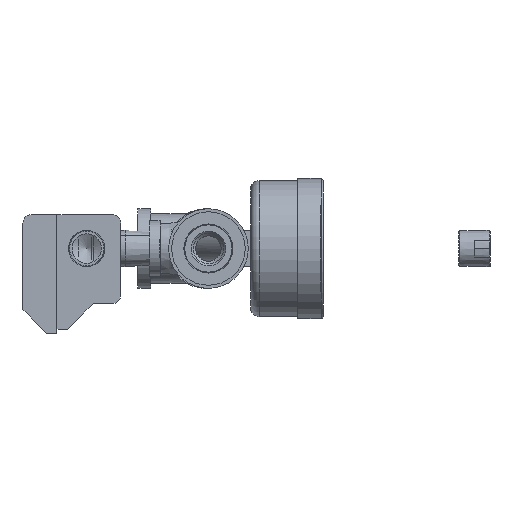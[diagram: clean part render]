
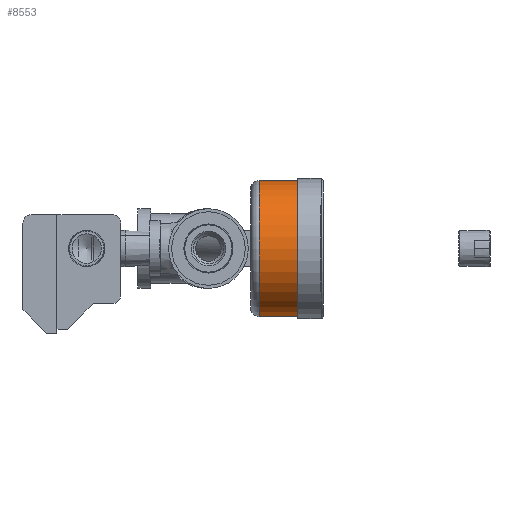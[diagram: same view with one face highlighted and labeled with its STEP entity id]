
A CAD part, front view. The second image highlights one B-rep face of the part: STEP entity #8553.
In plain terms, the highlighted cylindrical face has radius 25.4 mm (diameter 50.8 mm), a full revolution.
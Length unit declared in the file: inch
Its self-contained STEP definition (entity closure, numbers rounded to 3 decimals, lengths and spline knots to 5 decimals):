
#821=FACE_BOUND('',#2874,.T.);
#1266=CIRCLE('',#9824,1.);
#1268=CIRCLE('',#9827,1.);
#1483=CYLINDRICAL_SURFACE('',#9826,1.);
#1966=FACE_OUTER_BOUND('',#2873,.T.);
#2873=EDGE_LOOP('',(#7451));
#2874=EDGE_LOOP('',(#7452));
#4664=VERTEX_POINT('',#15301);
#4666=VERTEX_POINT('',#15306);
#5629=EDGE_CURVE('',#4664,#4664,#1266,.T.);
#5631=EDGE_CURVE('',#4666,#4666,#1268,.T.);
#7451=ORIENTED_EDGE('',*,*,#5631,.T.);
#7452=ORIENTED_EDGE('',*,*,#5629,.F.);
#8553=ADVANCED_FACE('',(#1966,#821),#1483,.T.);
#9824=AXIS2_PLACEMENT_3D('',#15302,#12180,#12181);
#9826=AXIS2_PLACEMENT_3D('',#15305,#12184,#12185);
#9827=AXIS2_PLACEMENT_3D('',#15307,#12186,#12187);
#12180=DIRECTION('center_axis',(0.,-1.,0.));
#12181=DIRECTION('ref_axis',(-1.,0.,0.));
#12184=DIRECTION('center_axis',(0.,-1.,0.));
#12185=DIRECTION('ref_axis',(1.,0.,0.));
#12186=DIRECTION('center_axis',(0.,-1.,0.));
#12187=DIRECTION('ref_axis',(1.,0.,0.));
#15301=CARTESIAN_POINT('',(1.,0.875,0.));
#15302=CARTESIAN_POINT('Origin',(0.,0.875,0.));
#15305=CARTESIAN_POINT('Origin',(0.,1.095,0.));
#15306=CARTESIAN_POINT('',(1.,1.44,0.));
#15307=CARTESIAN_POINT('Origin',(0.,1.44,0.));
